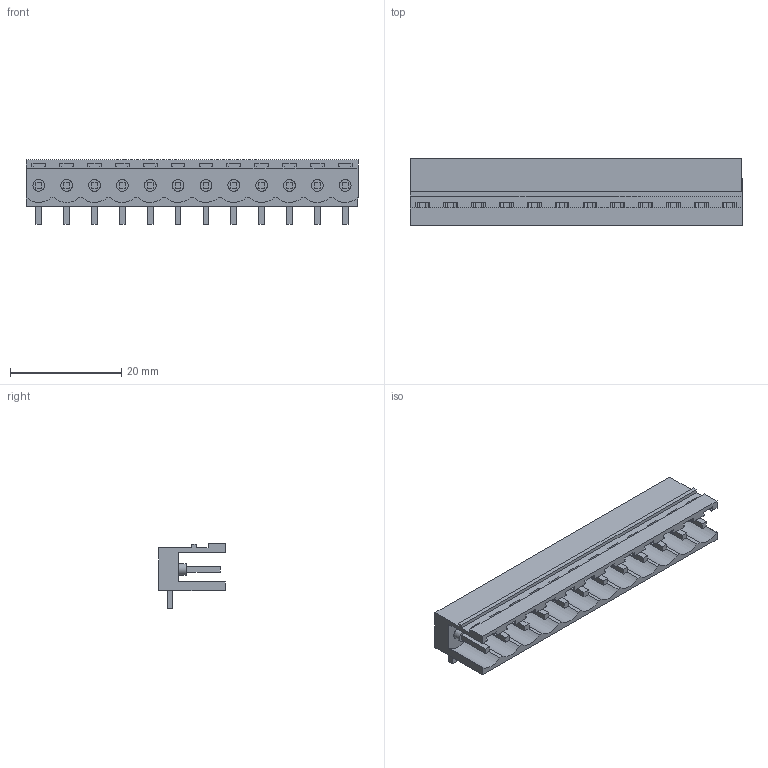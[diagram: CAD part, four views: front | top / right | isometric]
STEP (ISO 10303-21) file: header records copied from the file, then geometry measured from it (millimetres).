
FILE_DESCRIPTION(('CATIA V5 STEP Exchange','CAx-IF Rec.Pracs.--- Model Styling and Organization---1.4--- 2014-01-23'),'2;1');
FILE_NAME ('D1457086_1_1839990000_1839990000.stp','2022-05-17T09:46:07+00:00',('none'),('Weidmueller'),'CATIA Version 5-6 Release 2016 SP3 HF44','CATIA V5 STEP AP214','none');
FILE_SCHEMA(('AUTOMOTIVE_DESIGN { 1 0 10303 214 1 1 1 1 }'));
Length unit declared in the file: millimetre
Products named in the file (1): 1839990000
Bounding box: 59.6 x 12 x 11.63 mm (x, y, z)
Volume: 2740.4 mm3; surface area: 5021.3 mm2
Topology: 13 solids, 13 shells, 331 faces, 968 edges, 639 vertices
Faces by surface type: plane 295, cylinder 36
Entity records: 12004 total; most frequent: CARTESIAN_POINT 3158, ORIENTED_EDGE 1936, DIRECTION 1494, EDGE_CURVE 968, VECTOR 896, LINE 896, VERTEX_POINT 639, EDGE_LOOP 355
